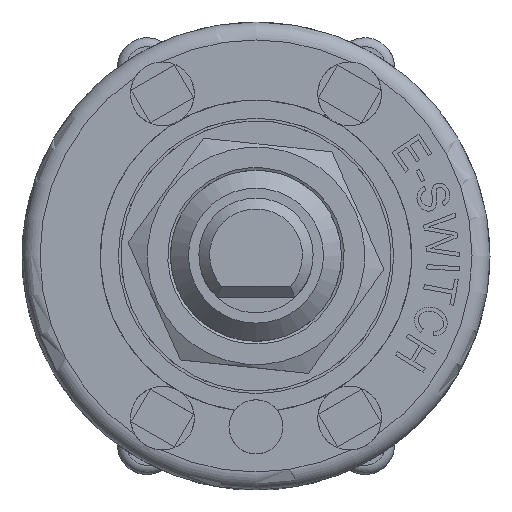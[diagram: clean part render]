
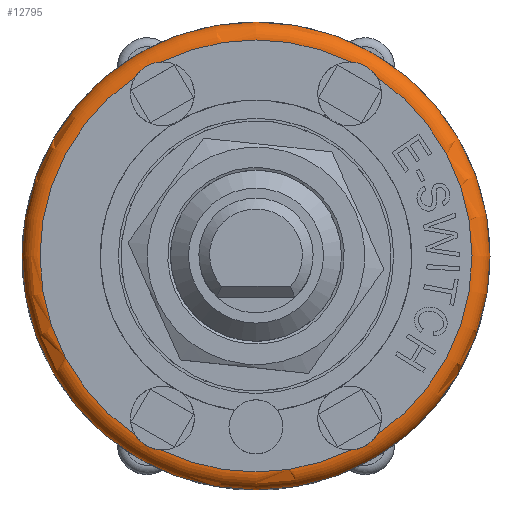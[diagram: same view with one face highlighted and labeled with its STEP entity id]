
A CAD part, top view. The second image highlights one B-rep face of the part: STEP entity #12795.
In plain terms, the highlighted toroidal (fillet/blend) face has major radius 12 mm and minor radius 1 mm.
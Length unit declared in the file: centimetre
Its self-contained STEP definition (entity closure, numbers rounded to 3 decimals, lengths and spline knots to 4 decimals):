
#26=TOROIDAL_SURFACE('',#13437,1.2,0.1);
#1114=B_SPLINE_CURVE_WITH_KNOTS('',3,(#22142,#22143,#22144,#22145,#22146,
#22147,#22148,#22149,#22150,#22151,#22152,#22153),.UNSPECIFIED.,.F.,.F.,
(4,2,2,2,2,4),(-0.2692,-0.2446,-0.216,
-0.1921,-0.1645,-0.1357),.UNSPECIFIED.);
#1115=B_SPLINE_CURVE_WITH_KNOTS('',3,(#22165,#22166,#22167,#22168,#22169,
#22170,#22171,#22172,#22173,#22174,#22175,#22176),.UNSPECIFIED.,.F.,.F.,
(4,2,2,2,2,4),(-0.2692,-0.2446,-0.216,
-0.1921,-0.1645,-0.1357),.UNSPECIFIED.);
#1116=B_SPLINE_CURVE_WITH_KNOTS('',3,(#22193,#22194,#22195,#22196,#22197,
#22198,#22199,#22200,#22201,#22202,#22203,#22204),.UNSPECIFIED.,.F.,.F.,
(4,2,2,2,2,4),(-0.2692,-0.2446,-0.216,
-0.1921,-0.1645,-0.1357),.UNSPECIFIED.);
#1117=B_SPLINE_CURVE_WITH_KNOTS('',3,(#22226,#22227,#22228,#22229,#22230,
#22231,#22232,#22233,#22234,#22235,#22236,#22237),.UNSPECIFIED.,.F.,.F.,
(4,2,2,2,2,4),(-0.2692,-0.2446,-0.216,
-0.1921,-0.1645,-0.1357),.UNSPECIFIED.);
#1763=FACE_OUTER_BOUND('',#2526,.T.);
#2526=EDGE_LOOP('',(#11790,#11791,#11792,#11793,#11794,#11795,#11796,#11797,
#11798,#11799,#11800,#11801));
#5340=CIRCLE('',#13390,1.3);
#5367=CIRCLE('',#13438,0.1);
#5368=CIRCLE('',#13439,1.2);
#5369=CIRCLE('',#13440,1.2);
#5370=CIRCLE('',#13441,1.2);
#5371=CIRCLE('',#13442,1.2);
#5372=CIRCLE('',#13443,1.2);
#6541=VERTEX_POINT('',#22104);
#6549=VERTEX_POINT('',#22140);
#6550=VERTEX_POINT('',#22141);
#6553=VERTEX_POINT('',#22163);
#6554=VERTEX_POINT('',#22164);
#6559=VERTEX_POINT('',#22191);
#6560=VERTEX_POINT('',#22192);
#6567=VERTEX_POINT('',#22224);
#6568=VERTEX_POINT('',#22225);
#6571=VERTEX_POINT('',#22247);
#8326=EDGE_CURVE('',#6541,#6541,#5340,.T.);
#8344=EDGE_CURVE('',#6549,#6550,#1114,.T.);
#8350=EDGE_CURVE('',#6553,#6554,#1115,.T.);
#8358=EDGE_CURVE('',#6559,#6560,#1116,.T.);
#8368=EDGE_CURVE('',#6567,#6568,#1117,.T.);
#8374=EDGE_CURVE('',#6541,#6571,#5367,.T.);
#8375=EDGE_CURVE('',#6571,#6559,#5368,.T.);
#8376=EDGE_CURVE('',#6560,#6553,#5369,.T.);
#8377=EDGE_CURVE('',#6554,#6549,#5370,.T.);
#8378=EDGE_CURVE('',#6550,#6567,#5371,.T.);
#8379=EDGE_CURVE('',#6568,#6571,#5372,.T.);
#11790=ORIENTED_EDGE('',*,*,#8326,.T.);
#11791=ORIENTED_EDGE('',*,*,#8374,.T.);
#11792=ORIENTED_EDGE('',*,*,#8375,.T.);
#11793=ORIENTED_EDGE('',*,*,#8358,.T.);
#11794=ORIENTED_EDGE('',*,*,#8376,.T.);
#11795=ORIENTED_EDGE('',*,*,#8350,.T.);
#11796=ORIENTED_EDGE('',*,*,#8377,.T.);
#11797=ORIENTED_EDGE('',*,*,#8344,.T.);
#11798=ORIENTED_EDGE('',*,*,#8378,.T.);
#11799=ORIENTED_EDGE('',*,*,#8368,.T.);
#11800=ORIENTED_EDGE('',*,*,#8379,.T.);
#11801=ORIENTED_EDGE('',*,*,#8374,.F.);
#12795=ADVANCED_FACE('',(#1763),#26,.T.);
#13390=AXIS2_PLACEMENT_3D('',#22105,#15872,#15873);
#13437=AXIS2_PLACEMENT_3D('',#22246,#15983,#15984);
#13438=AXIS2_PLACEMENT_3D('',#22248,#15985,#15986);
#13439=AXIS2_PLACEMENT_3D('',#22249,#15987,#15988);
#13440=AXIS2_PLACEMENT_3D('',#22250,#15989,#15990);
#13441=AXIS2_PLACEMENT_3D('',#22251,#15991,#15992);
#13442=AXIS2_PLACEMENT_3D('',#22252,#15993,#15994);
#13443=AXIS2_PLACEMENT_3D('',#22253,#15995,#15996);
#15872=DIRECTION('center_axis',(0.,0.,1.));
#15873=DIRECTION('ref_axis',(-1.,0.,0.));
#15983=DIRECTION('center_axis',(0.,0.,-1.));
#15984=DIRECTION('ref_axis',(-1.,0.,0.));
#15985=DIRECTION('center_axis',(0.,-1.,0.));
#15986=DIRECTION('ref_axis',(1.,0.,0.));
#15987=DIRECTION('center_axis',(0.,0.,-1.));
#15988=DIRECTION('ref_axis',(-1.,0.,0.));
#15989=DIRECTION('center_axis',(0.,0.,-1.));
#15990=DIRECTION('ref_axis',(-1.,0.,0.));
#15991=DIRECTION('center_axis',(0.,0.,-1.));
#15992=DIRECTION('ref_axis',(-1.,0.,0.));
#15993=DIRECTION('center_axis',(0.,0.,-1.));
#15994=DIRECTION('ref_axis',(-1.,0.,0.));
#15995=DIRECTION('center_axis',(0.,0.,-1.));
#15996=DIRECTION('ref_axis',(-1.,0.,0.));
#22104=CARTESIAN_POINT('',(1.3,0.,0.95));
#22105=CARTESIAN_POINT('Origin',(0.,0.,0.95));
#22140=CARTESIAN_POINT('',(-0.67,0.9955,1.05));
#22141=CARTESIAN_POINT('',(-0.5271,1.078,1.05));
#22142=CARTESIAN_POINT('Ctrl Pts',(-0.67,0.9955,
1.05));
#22143=CARTESIAN_POINT('Ctrl Pts',(-0.6646,1.0041,
1.05));
#22144=CARTESIAN_POINT('Ctrl Pts',(-0.6583,1.0124,
1.0498));
#22145=CARTESIAN_POINT('Ctrl Pts',(-0.6428,1.0294,
1.0491));
#22146=CARTESIAN_POINT('Ctrl Pts',(-0.6335,1.0377,
1.0488));
#22147=CARTESIAN_POINT('Ctrl Pts',(-0.615,1.051,1.0484));
#22148=CARTESIAN_POINT('Ctrl Pts',(-0.6061,1.0563,
1.0484));
#22149=CARTESIAN_POINT('Ctrl Pts',(-0.5859,1.0659,1.0487));
#22150=CARTESIAN_POINT('Ctrl Pts',(-0.5747,1.07,1.049));
#22151=CARTESIAN_POINT('Ctrl Pts',(-0.551,1.0759,1.0497));
#22152=CARTESIAN_POINT('Ctrl Pts',(-0.539,1.0775,
1.05));
#22153=CARTESIAN_POINT('Ctrl Pts',(-0.5271,1.078,
1.05));
#22163=CARTESIAN_POINT('',(-0.5271,-1.078,1.05));
#22164=CARTESIAN_POINT('',(-0.67,-0.9955,1.05));
#22165=CARTESIAN_POINT('Ctrl Pts',(-0.5271,-1.078,
1.05));
#22166=CARTESIAN_POINT('Ctrl Pts',(-0.5373,-1.0776,
1.05));
#22167=CARTESIAN_POINT('Ctrl Pts',(-0.5476,-1.0763,
1.0498));
#22168=CARTESIAN_POINT('Ctrl Pts',(-0.5701,-1.0714,1.0491));
#22169=CARTESIAN_POINT('Ctrl Pts',(-0.5819,-1.0675,
1.0488));
#22170=CARTESIAN_POINT('Ctrl Pts',(-0.6027,-1.0581,
1.0484));
#22171=CARTESIAN_POINT('Ctrl Pts',(-0.6117,-1.053,
1.0484));
#22172=CARTESIAN_POINT('Ctrl Pts',(-0.6301,-1.0404,
1.0487));
#22173=CARTESIAN_POINT('Ctrl Pts',(-0.6393,-1.0327,
1.049));
#22174=CARTESIAN_POINT('Ctrl Pts',(-0.6562,-1.0151,
1.0497));
#22175=CARTESIAN_POINT('Ctrl Pts',(-0.6637,-1.0055,
1.05));
#22176=CARTESIAN_POINT('Ctrl Pts',(-0.67,-0.9955,
1.05));
#22191=CARTESIAN_POINT('',(0.67,-0.9955,1.05));
#22192=CARTESIAN_POINT('',(0.5271,-1.078,1.05));
#22193=CARTESIAN_POINT('Ctrl Pts',(0.67,-0.9955,
1.05));
#22194=CARTESIAN_POINT('Ctrl Pts',(0.6646,-1.0041,
1.05));
#22195=CARTESIAN_POINT('Ctrl Pts',(0.6583,-1.0124,
1.0498));
#22196=CARTESIAN_POINT('Ctrl Pts',(0.6428,-1.0294,
1.0491));
#22197=CARTESIAN_POINT('Ctrl Pts',(0.6335,-1.0377,
1.0488));
#22198=CARTESIAN_POINT('Ctrl Pts',(0.615,-1.051,
1.0484));
#22199=CARTESIAN_POINT('Ctrl Pts',(0.6061,-1.0563,
1.0484));
#22200=CARTESIAN_POINT('Ctrl Pts',(0.5859,-1.0659,1.0487));
#22201=CARTESIAN_POINT('Ctrl Pts',(0.5747,-1.07,1.049));
#22202=CARTESIAN_POINT('Ctrl Pts',(0.551,-1.0759,
1.0497));
#22203=CARTESIAN_POINT('Ctrl Pts',(0.539,-1.0775,
1.05));
#22204=CARTESIAN_POINT('Ctrl Pts',(0.5271,-1.078,
1.05));
#22224=CARTESIAN_POINT('',(0.5271,1.078,1.05));
#22225=CARTESIAN_POINT('',(0.67,0.9955,1.05));
#22226=CARTESIAN_POINT('Ctrl Pts',(0.5271,1.078,1.05));
#22227=CARTESIAN_POINT('Ctrl Pts',(0.5373,1.0776,1.05));
#22228=CARTESIAN_POINT('Ctrl Pts',(0.5476,1.0763,1.0498));
#22229=CARTESIAN_POINT('Ctrl Pts',(0.5701,1.0714,1.0491));
#22230=CARTESIAN_POINT('Ctrl Pts',(0.5819,1.0675,1.0488));
#22231=CARTESIAN_POINT('Ctrl Pts',(0.6027,1.0581,1.0484));
#22232=CARTESIAN_POINT('Ctrl Pts',(0.6117,1.053,1.0484));
#22233=CARTESIAN_POINT('Ctrl Pts',(0.6301,1.0404,1.0487));
#22234=CARTESIAN_POINT('Ctrl Pts',(0.6393,1.0327,1.049));
#22235=CARTESIAN_POINT('Ctrl Pts',(0.6562,1.0151,1.0497));
#22236=CARTESIAN_POINT('Ctrl Pts',(0.6637,1.0055,1.05));
#22237=CARTESIAN_POINT('Ctrl Pts',(0.67,0.9955,
1.05));
#22246=CARTESIAN_POINT('Origin',(0.,0.,0.95));
#22247=CARTESIAN_POINT('',(1.2,0.,1.05));
#22248=CARTESIAN_POINT('Origin',(1.2,0.,0.95));
#22249=CARTESIAN_POINT('Origin',(0.,0.,1.05));
#22250=CARTESIAN_POINT('Origin',(0.,0.,1.05));
#22251=CARTESIAN_POINT('Origin',(0.,0.,1.05));
#22252=CARTESIAN_POINT('Origin',(0.,0.,1.05));
#22253=CARTESIAN_POINT('Origin',(0.,0.,1.05));
